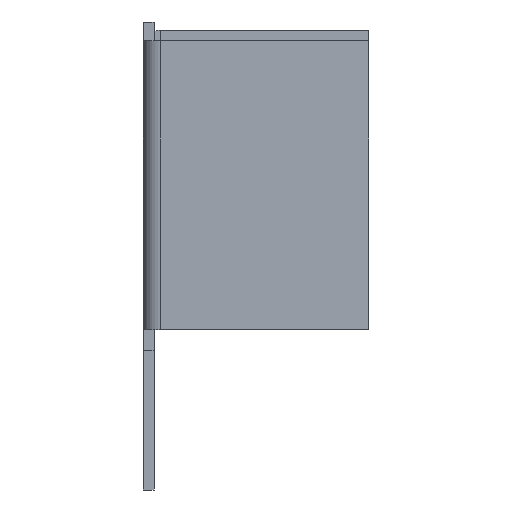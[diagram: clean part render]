
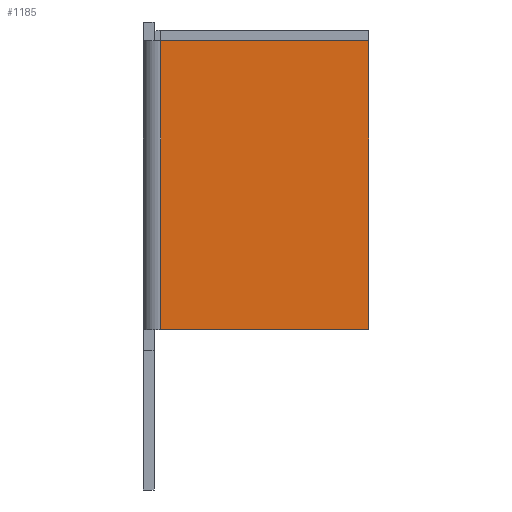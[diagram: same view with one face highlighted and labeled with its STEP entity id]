
A CAD part, left-side view. The second image highlights one B-rep face of the part: STEP entity #1185.
In plain terms, the highlighted planar face has unit normal (-1, 0, 0).
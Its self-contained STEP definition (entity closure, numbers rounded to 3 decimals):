
#14 = VECTOR ( 'NONE', #237, 1000. ) ;
#19 = LINE ( 'NONE', #1312, #14 ) ;
#20 = ORIENTED_EDGE ( 'NONE', *, *, #1443, .F. ) ;
#135 = VECTOR ( 'NONE', #853, 1000. ) ;
#154 = LINE ( 'NONE', #863, #135 ) ;
#184 = EDGE_LOOP ( 'NONE', ( #510, #940, #699, #20 ) ) ;
#212 = VECTOR ( 'NONE', #1009, 1000. ) ;
#230 = LINE ( 'NONE', #1073, #212 ) ;
#237 = DIRECTION ( 'NONE',  ( 0., -1., 0. ) ) ;
#261 = EDGE_CURVE ( 'NONE', #580, #1268, #19, .T. ) ;
#382 = CARTESIAN_POINT ( 'NONE',  ( 0.75, -1.6, 15. ) ) ;
#404 = CARTESIAN_POINT ( 'NONE',  ( 0.75, -21.05, 42. ) ) ;
#446 = FACE_OUTER_BOUND ( 'NONE', #184, .T. ) ;
#450 = LINE ( 'NONE', #851, #481 ) ;
#481 = VECTOR ( 'NONE', #856, 1000. ) ;
#510 = ORIENTED_EDGE ( 'NONE', *, *, #261, .F. ) ;
#575 = CARTESIAN_POINT ( 'NONE',  ( 0.75, -1.6, 42. ) ) ;
#580 = VERTEX_POINT ( 'NONE', #575 ) ;
#673 = AXIS2_PLACEMENT_3D ( 'NONE', #801, #840, #769 ) ;
#699 = ORIENTED_EDGE ( 'NONE', *, *, #1175, .F. ) ;
#722 = PLANE ( 'NONE',  #673 ) ;
#769 = DIRECTION ( 'NONE',  ( 0., -1., 0. ) ) ;
#801 = CARTESIAN_POINT ( 'NONE',  ( 0.75, 0., 0. ) ) ;
#840 = DIRECTION ( 'NONE',  ( -1., 0., 0. ) ) ;
#851 = CARTESIAN_POINT ( 'NONE',  ( 0.75, -1., 15. ) ) ;
#853 = DIRECTION ( 'NONE',  ( 0., 0., -1. ) ) ;
#856 = DIRECTION ( 'NONE',  ( 0., 1., 0. ) ) ;
#863 = CARTESIAN_POINT ( 'NONE',  ( 0.75, -21.05, 15. ) ) ;
#940 = ORIENTED_EDGE ( 'NONE', *, *, #1366, .T. ) ;
#1009 = DIRECTION ( 'NONE',  ( 0., 0., -1. ) ) ;
#1039 = VERTEX_POINT ( 'NONE', #382 ) ;
#1073 = CARTESIAN_POINT ( 'NONE',  ( 0.75, -1.6, 0. ) ) ;
#1175 = EDGE_CURVE ( 'NONE', #1343, #1039, #450, .T. ) ;
#1185 = ADVANCED_FACE ( 'NONE', ( #446 ), #722, .T. ) ;
#1198 = CARTESIAN_POINT ( 'NONE',  ( 0.75, -21.05, 15. ) ) ;
#1268 = VERTEX_POINT ( 'NONE', #404 ) ;
#1312 = CARTESIAN_POINT ( 'NONE',  ( 0.75, -21.05, 42. ) ) ;
#1343 = VERTEX_POINT ( 'NONE', #1198 ) ;
#1366 = EDGE_CURVE ( 'NONE', #580, #1039, #230, .T. ) ;
#1443 = EDGE_CURVE ( 'NONE', #1268, #1343, #154, .T. ) ;
